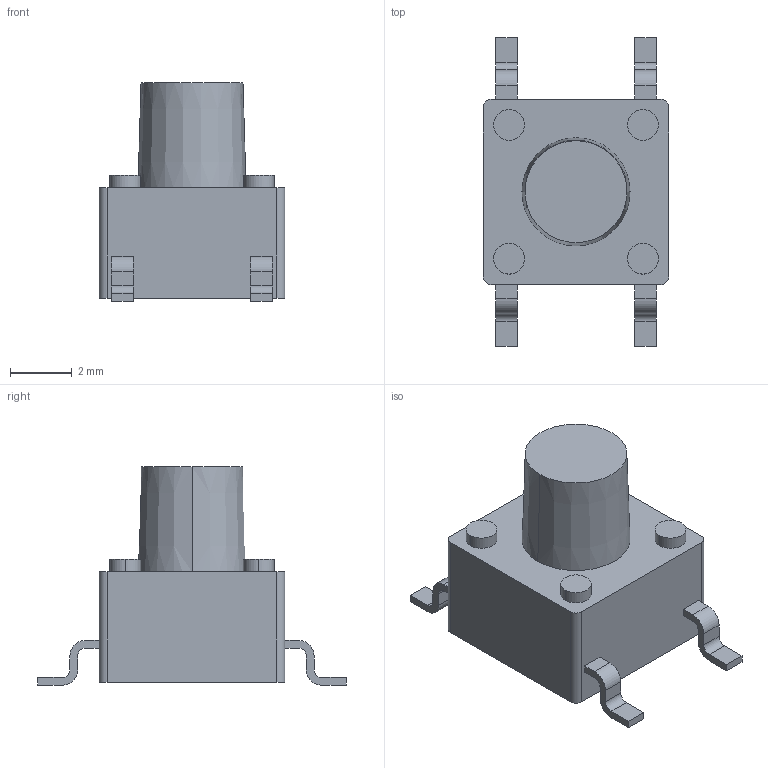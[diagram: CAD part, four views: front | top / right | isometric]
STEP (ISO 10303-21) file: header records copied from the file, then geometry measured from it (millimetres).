
FILE_DESCRIPTION((''),'2;1');
FILE_NAME('C-4-1437565-9','2018-12-17T04:17:09',('workeradm'),('TE Connectivity Ltd.'),'CREO PARAMETRIC BY PTC INC, 2018190','CREO PARAMETRIC BY PTC INC, 2018190','');
FILE_SCHEMA(('AUTOMOTIVE_DESIGN { 1 0 10303 214 1 1 1 1 }'));
Length unit declared in the file: millimetre
Products named in the file (1): C-4-1437565-9
Bounding box: 6 x 10 x 7.07 mm (x, y, z)
Volume: 162.5 mm3; surface area: 218.2 mm2
Topology: 1 solids, 1 shells, 77 faces, 198 edges, 132 vertices
Faces by surface type: plane 47, cylinder 28, cone 2
Entity records: 2396 total; most frequent: DIRECTION 412, CARTESIAN_POINT 409, ORIENTED_EDGE 396, EDGE_CURVE 198, VECTOR 138, LINE 138, AXIS2_PLACEMENT_3D 137, VERTEX_POINT 132
